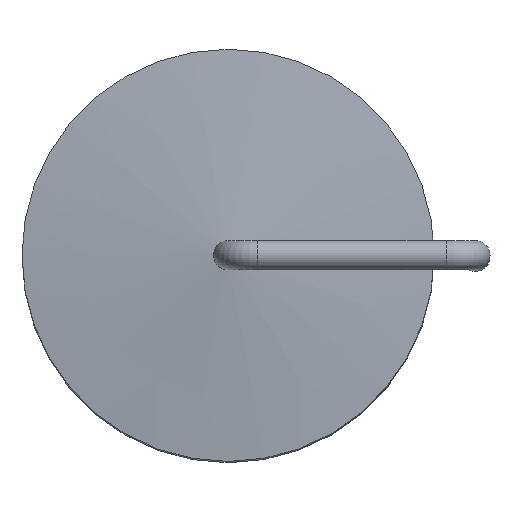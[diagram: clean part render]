
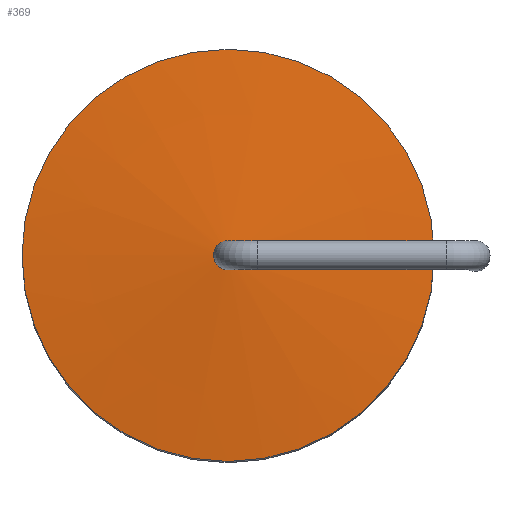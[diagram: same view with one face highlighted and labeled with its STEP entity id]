
A CAD part, top view. The second image highlights one B-rep face of the part: STEP entity #369.
In plain terms, the highlighted conical face has half-angle 84.45 degrees and reference radius 0.338 mm.
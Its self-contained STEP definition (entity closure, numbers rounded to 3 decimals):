
#26=DIRECTION('',(0.,0.,1.));
#48=DIRECTION('',(0.,-1.,0.));
#68=DIRECTION('',(0.,0.,-1.));
#354=VERTEX_POINT('',#355);
#355=CARTESIAN_POINT('',(6.35,0.,22.886));
#359=ORIENTED_EDGE('',*,*,#360,.F.);
#360=EDGE_CURVE('',#354,#354,#361,.T.);
#361=CIRCLE('',#362,6.35);
#362=AXIS2_PLACEMENT_3D('',#363,#364,#365);
#363=CARTESIAN_POINT('',(0.,0.,22.886));
#364=DIRECTION('',(0.,0.,-1.));
#365=DIRECTION('',(1.,0.,0.));
#369=ADVANCED_FACE('',(#370),#386,.T.);
#370=FACE_BOUND('',#371,.T.);
#371=EDGE_LOOP('',(#372,#379,#359,#385));
#372=ORIENTED_EDGE('',*,*,#373,.F.);
#373=EDGE_CURVE('',#374,#374,#376,.T.);
#374=VERTEX_POINT('',#375);
#375=CARTESIAN_POINT('',(0.45,0.,23.459));
#376=CIRCLE('',#377,0.45);
#377=AXIS2_PLACEMENT_3D('',#378,#26,#48);
#378=CARTESIAN_POINT('',(0.,0.,23.459));
#379=ORIENTED_EDGE('',*,*,#380,.T.);
#380=EDGE_CURVE('',#374,#354,#381,.T.);
#381=LINE('',#382,#383);
#382=CARTESIAN_POINT('',(0.338,0.,23.47));
#383=VECTOR('',#384,1.);
#384=DIRECTION('',(0.995,0.,-0.097));
#385=ORIENTED_EDGE('',*,*,#380,.F.);
#386=CONICAL_SURFACE('',#387,0.338,1.474);
#387=AXIS2_PLACEMENT_3D('',#388,#68,#389);
#388=CARTESIAN_POINT('',(0.,0.,23.47));
#389=DIRECTION('',(1.,0.,0.));
